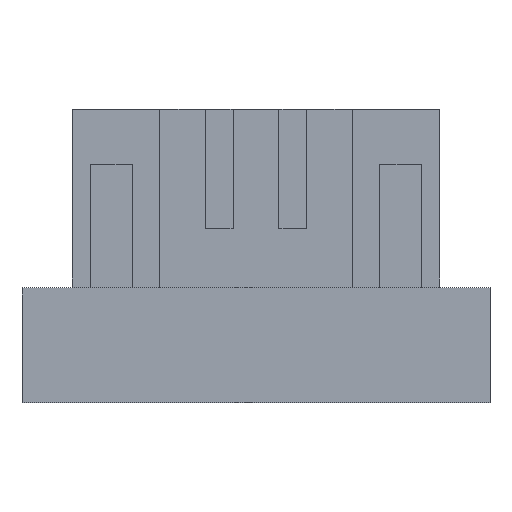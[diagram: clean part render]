
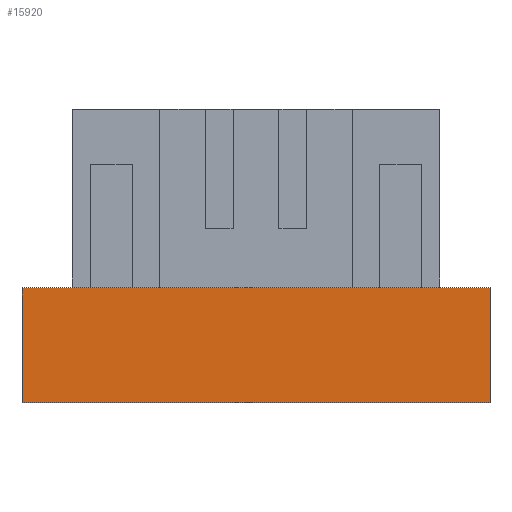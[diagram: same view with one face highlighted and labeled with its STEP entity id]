
A CAD part, top view. The second image highlights one B-rep face of the part: STEP entity #15920.
In plain terms, the highlighted planar face has unit normal (0, 0, 1).
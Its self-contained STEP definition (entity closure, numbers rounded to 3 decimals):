
#1480=CARTESIAN_POINT('',(22.65,-4.85,
5.61));
#1490=VERTEX_POINT('',#1480);
#1960=CARTESIAN_POINT('',(17.55,-4.85,
5.61));
#1970=VERTEX_POINT('',#1960);
#2000=CARTESIAN_POINT('',(25.85,-4.85,
5.61));
#2010=DIRECTION('',(-1.,0.,0.));
#2020=VECTOR('',#2010,1.);
#2030=LINE('',#2000,#2020);
#2040=EDGE_CURVE('',#1490,#1970,#2030,.T.);
#12970=CARTESIAN_POINT('',(17.55,-3.6,
5.61));
#12980=VERTEX_POINT('',#12970);
#15120=CARTESIAN_POINT('',(22.65,-3.6,
5.61));
#15130=VERTEX_POINT('',#15120);
#15160=CARTESIAN_POINT('',(30.65,-3.6,
5.61));
#15170=DIRECTION('',(-1.,0.,0.));
#15180=VECTOR('',#15170,1.);
#15190=LINE('',#15160,#15180);
#15200=EDGE_CURVE('',#15130,#12980,#15190,.T.);
#15550=CARTESIAN_POINT('',(17.55,-4.85,
5.61));
#15560=DIRECTION('',(0.,1.,0.));
#15570=VECTOR('',#15560,1.);
#15580=LINE('',#15550,#15570);
#15590=EDGE_CURVE('',#1970,#12980,#15580,.T.);
#15760=CARTESIAN_POINT('',(14.9,-4.225,
5.61));
#15770=DIRECTION('',(0.,0.,1.));
#15780=DIRECTION('',(1.,0.,0.));
#15790=AXIS2_PLACEMENT_3D('',#15760,#15770,#15780);
#15800=PLANE('',#15790);
#15810=ORIENTED_EDGE('',*,*,#15590,.F.);
#15820=ORIENTED_EDGE('',*,*,#15200,.T.);
#15830=CARTESIAN_POINT('',(22.65,-4.85,
5.61));
#15840=DIRECTION('',(0.,1.,0.));
#15850=VECTOR('',#15840,1.);
#15860=LINE('',#15830,#15850);
#15870=EDGE_CURVE('',#1490,#15130,#15860,.T.);
#15880=ORIENTED_EDGE('',*,*,#15870,.T.);
#15890=ORIENTED_EDGE('',*,*,#2040,.F.);
#15900=EDGE_LOOP('',(#15890,#15880,#15820,#15810));
#15910=FACE_OUTER_BOUND('',#15900,.T.);
#15920=ADVANCED_FACE('',(#15910),#15800,.T.);
